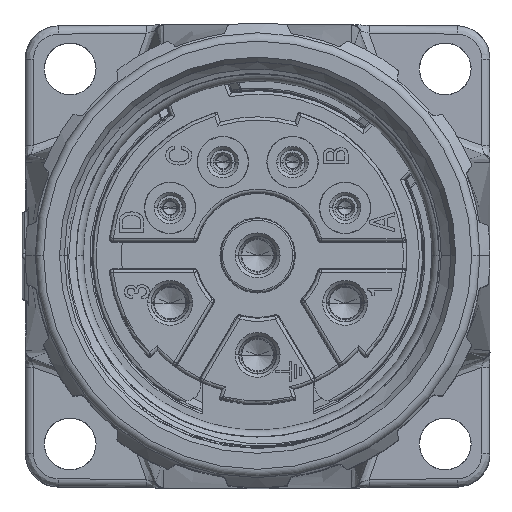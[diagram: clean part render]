
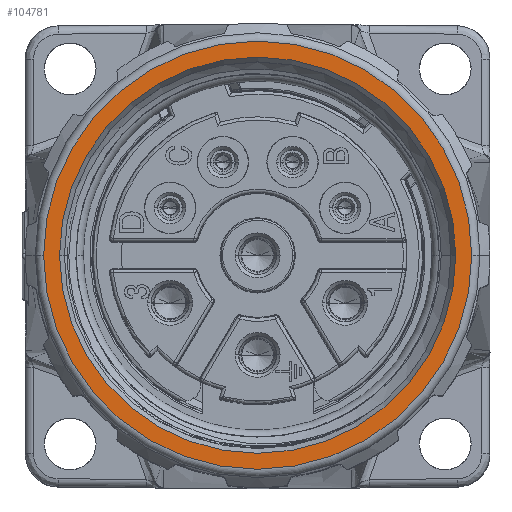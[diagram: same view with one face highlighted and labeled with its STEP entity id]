
A CAD part, top view. The second image highlights one B-rep face of the part: STEP entity #104781.
In plain terms, the highlighted planar face has unit normal (0, 0, 1).
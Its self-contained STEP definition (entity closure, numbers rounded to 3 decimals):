
#97029=CARTESIAN_POINT('',(0.,0.,45.75));
#97030=DIRECTION('',(0.,0.,1.));
#97031=DIRECTION('',(-1.,0.,0.));
#97032=AXIS2_PLACEMENT_3D('',#97029,#97030,#97031);
#97034=CARTESIAN_POINT('',(0.,0.,45.75));
#97035=DIRECTION('',(0.,0.,1.));
#97036=DIRECTION('',(1.,0.,0.));
#97037=AXIS2_PLACEMENT_3D('',#97034,#97035,#97036);
#97039=CARTESIAN_POINT('',(0.,0.,45.75));
#97040=DIRECTION('',(0.,0.,1.));
#97041=DIRECTION('',(1.,0.,0.));
#97042=AXIS2_PLACEMENT_3D('',#97039,#97040,#97041);
#97044=CARTESIAN_POINT('',(0.,0.,45.75));
#97045=DIRECTION('',(0.,0.,1.));
#97046=DIRECTION('',(-1.,0.,0.));
#97047=AXIS2_PLACEMENT_3D('',#97044,#97045,#97046);
#101987=CARTESIAN_POINT('',(11.939,0.,45.75));
#101988=CARTESIAN_POINT('',(-11.939,0.,45.75));
#101989=VERTEX_POINT('',#101987);
#101990=VERTEX_POINT('',#101988);
#102427=CARTESIAN_POINT('',(-12.9,0.,45.75));
#102428=CARTESIAN_POINT('',(12.9,0.,45.75));
#102429=VERTEX_POINT('',#102427);
#102430=VERTEX_POINT('',#102428);
#104765=CARTESIAN_POINT('',(0.,0.,45.75));
#104766=DIRECTION('',(0.,0.,-1.));
#104767=DIRECTION('',(1.,0.,0.));
#104768=AXIS2_PLACEMENT_3D('',#104765,#104766,#104767);
#104769=PLANE('',#104768);
#104770=ORIENTED_EDGE('',*,*,#104748,.F.);
#104772=ORIENTED_EDGE('',*,*,#104771,.F.);
#104773=EDGE_LOOP('',(#104770,#104772));
#104774=FACE_OUTER_BOUND('',#104773,.F.);
#104776=ORIENTED_EDGE('',*,*,#104775,.T.);
#104778=ORIENTED_EDGE('',*,*,#104777,.T.);
#104779=EDGE_LOOP('',(#104776,#104778));
#104780=FACE_BOUND('',#104779,.F.);
#104781=ADVANCED_FACE('',(#104774,#104780),#104769,.F.);
#97033=CIRCLE('',#97032,12.9);
#97038=CIRCLE('',#97037,12.9);
#97043=CIRCLE('',#97042,11.939);
#97048=CIRCLE('',#97047,11.939);
#104748=EDGE_CURVE('',#102429,#102430,#97033,.T.);
#104771=EDGE_CURVE('',#102430,#102429,#97038,.T.);
#104775=EDGE_CURVE('',#101989,#101990,#97043,.T.);
#104777=EDGE_CURVE('',#101990,#101989,#97048,.T.);
